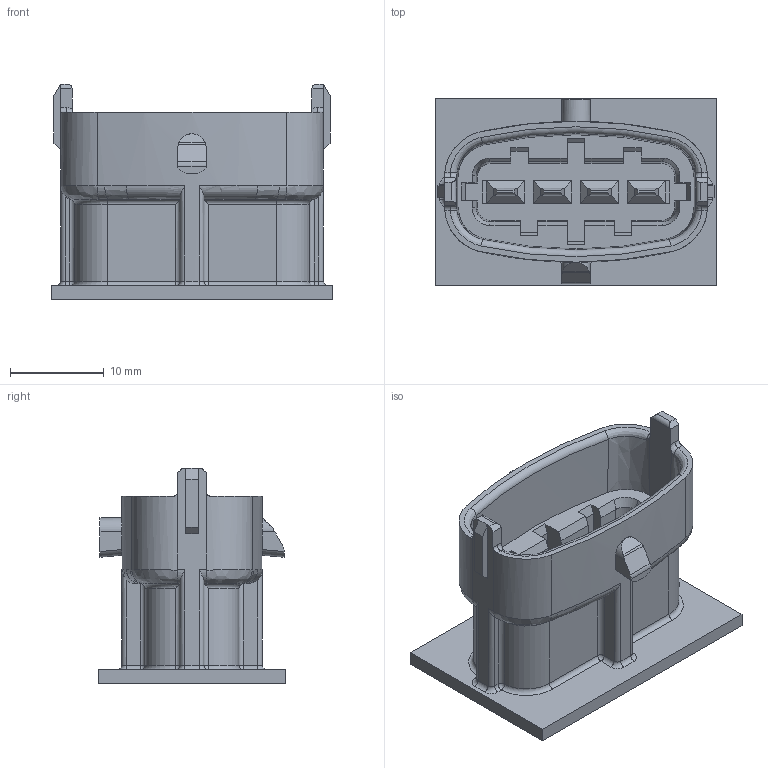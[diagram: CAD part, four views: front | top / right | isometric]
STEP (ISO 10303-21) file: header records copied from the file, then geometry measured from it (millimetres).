
FILE_DESCRIPTION(/* description */ (''),/* implementation_level */ '2;1');
FILE_NAME(/* name */ '4WAY KEY A.stp',/* time_stamp */ '2014-07-30T16:03:09-04:00',/* author */ (''),/* organization */ (''),/* preprocessor_version */ 'ST-DEVELOPER v11',/* originating_system */ 'SIEMENS PLM Software NX 7.5',/* authorisation */ '');
FILE_SCHEMA (('AUTOMOTIVE_DESIGN { 1 0 10303 214 1 1 1 1 }'));
Length unit declared in the file: millimetre
Products named in the file (1): jsanB2402jnx
Bounding box: 30 x 20 x 23 mm (x, y, z)
Volume: 3083.9 mm3; surface area: 4552.6 mm2
Topology: 1 solids, 1 shells, 323 faces, 832 edges, 511 vertices
Faces by surface type: plane 178, cylinder 79, bspline 32, torus 24, sphere 8, cone 2
Entity records: 10627 total; most frequent: CARTESIAN_POINT 3051, ORIENTED_EDGE 1648, DIRECTION 1470, EDGE_CURVE 824, LINE 512, VECTOR 512, VERTEX_POINT 511, AXIS2_PLACEMENT_3D 479
